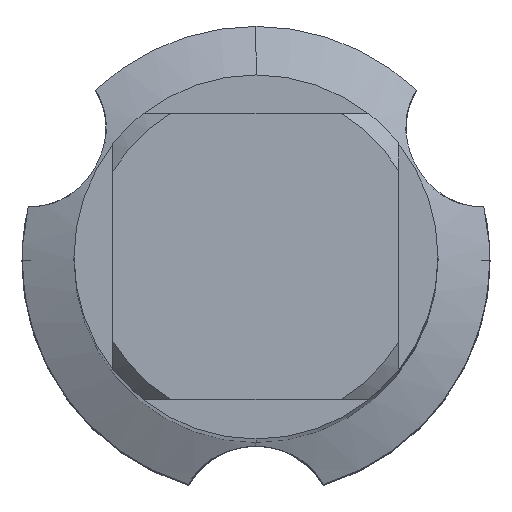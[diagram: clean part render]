
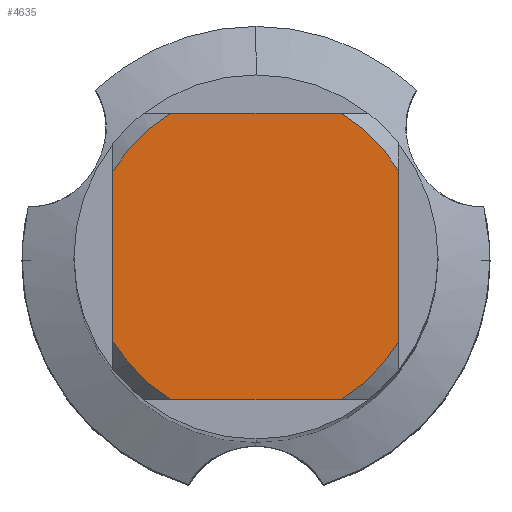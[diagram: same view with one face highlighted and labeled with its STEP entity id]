
A CAD part, top view. The second image highlights one B-rep face of the part: STEP entity #4635.
In plain terms, the highlighted planar face has unit normal (0, 0, 1).
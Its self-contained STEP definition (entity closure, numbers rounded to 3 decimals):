
#1865=EDGE_CURVE('',#2751,#4209,#5454,.T.);
#2085=EDGE_CURVE('',#4895,#3907,#5691,.T.);
#2127=EDGE_CURVE('',#2751,#3093,#5735,.T.);
#2243=EDGE_CURVE('',#2475,#4209,#5861,.T.);
#2475=VERTEX_POINT('',#6118);
#2715=EDGE_CURVE('',#5375,#3093,#6385,.T.);
#2751=VERTEX_POINT('',#6425);
#3093=VERTEX_POINT('',#6798);
#3405=VERTEX_POINT('',#7136);
#3569=EDGE_CURVE('',#4895,#3405,#7320,.T.);
#3897=EDGE_CURVE('',#5375,#3405,#7674,.T.);
#3907=VERTEX_POINT('',#7685);
#4111=EDGE_CURVE('',#2475,#3907,#7903,.T.);
#4209=VERTEX_POINT('',#8008);
#4635=ADVANCED_FACE('',(#8480),#8481,.T.);
#4895=VERTEX_POINT('',#8762);
#5375=VERTEX_POINT('',#9284);
#5454=CIRCLE('',#9428,6.4);
#5691=LINE('',#9889,#9890);
#5735=LINE('',#9984,#9985);
#5861=LINE('',#10302,#10303);
#6118=CARTESIAN_POINT('',(-5.5,3.273,0.0));
#6385=CIRCLE('',#11317,6.4);
#6425=CARTESIAN_POINT('',(-3.273,-5.5,0.0));
#6798=CARTESIAN_POINT('',(3.273,-5.5,0.0));
#7136=CARTESIAN_POINT('',(5.5,3.273,0.0));
#7320=CIRCLE('',#13145,6.4);
#7674=LINE('',#13823,#13824);
#7685=CARTESIAN_POINT('',(-3.273,5.5,0.0));
#7903=CIRCLE('',#14324,6.4);
#8008=CARTESIAN_POINT('',(-5.5,-3.273,0.0));
#8480=FACE_OUTER_BOUND('',#15450,.T.);
#8481=PLANE('',#15451);
#8762=CARTESIAN_POINT('',(3.273,5.5,0.0));
#9284=CARTESIAN_POINT('',(5.5,-3.273,0.0));
#9428=AXIS2_PLACEMENT_3D('',#17067,#17068,#17069);
#9889=CARTESIAN_POINT('',(0.0,5.5,0.0));
#9890=VECTOR('',#17302,1.0);
#9984=CARTESIAN_POINT('',(0.0,-5.5,0.0));
#9985=VECTOR('',#17344,1.0);
#10302=CARTESIAN_POINT('',(-5.5,1.6,0.0));
#10303=VECTOR('',#17469,1.0);
#11317=AXIS2_PLACEMENT_3D('',#18040,#18041,#18042);
#13145=AXIS2_PLACEMENT_3D('',#19180,#19181,#19182);
#13823=CARTESIAN_POINT('',(5.5,1.6,0.0));
#13824=VECTOR('',#19638,1.0);
#14324=AXIS2_PLACEMENT_3D('',#19839,#19840,#19841);
#15450=EDGE_LOOP('',(#20635,#20636,#20637,#20638,#20639,#20640,#20641,#20642));
#15451=AXIS2_PLACEMENT_3D('',#20643,#20644,#20645);
#17067=CARTESIAN_POINT('',(0.0,0.0,0.0));
#17068=DIRECTION('',(0.0,0.0,-1.0));
#17069=DIRECTION('',(0.0,1.0,0.0));
#17302=DIRECTION('',(-1.0,0.0,0.0));
#17344=DIRECTION('',(1.0,0.0,0.0));
#17469=DIRECTION('',(-0.0,-1.0,0.0));
#18040=CARTESIAN_POINT('',(0.0,0.0,0.0));
#18041=DIRECTION('',(0.0,0.0,-1.0));
#18042=DIRECTION('',(0.0,1.0,0.0));
#19180=CARTESIAN_POINT('',(0.0,0.0,0.0));
#19181=DIRECTION('',(0.0,0.0,-1.0));
#19182=DIRECTION('',(0.0,1.0,0.0));
#19638=DIRECTION('',(-0.0,1.0,0.0));
#19839=CARTESIAN_POINT('',(0.0,0.0,0.0));
#19840=DIRECTION('',(0.0,0.0,-1.0));
#19841=DIRECTION('',(0.0,1.0,0.0));
#20635=ORIENTED_EDGE('',*,*,#2243,.T.);
#20636=ORIENTED_EDGE('',*,*,#1865,.F.);
#20637=ORIENTED_EDGE('',*,*,#2127,.T.);
#20638=ORIENTED_EDGE('',*,*,#2715,.F.);
#20639=ORIENTED_EDGE('',*,*,#3897,.T.);
#20640=ORIENTED_EDGE('',*,*,#3569,.F.);
#20641=ORIENTED_EDGE('',*,*,#2085,.T.);
#20642=ORIENTED_EDGE('',*,*,#4111,.F.);
#20643=CARTESIAN_POINT('',(0.0,3.2,0.0));
#20644=DIRECTION('',(-0.0,0.0,1.0));
#20645=DIRECTION('',(0.0,-1.0,0.0));
